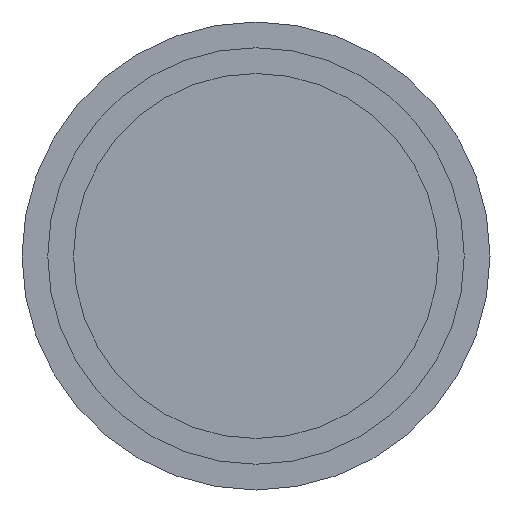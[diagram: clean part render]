
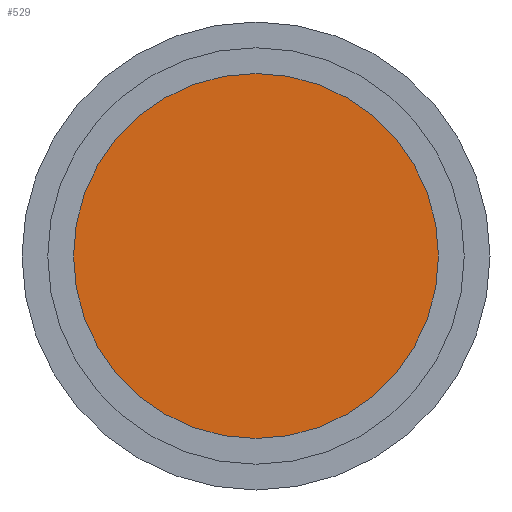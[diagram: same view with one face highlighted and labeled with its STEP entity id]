
A CAD part, front view. The second image highlights one B-rep face of the part: STEP entity #529.
In plain terms, the highlighted planar face has unit normal (0, -1, 0).
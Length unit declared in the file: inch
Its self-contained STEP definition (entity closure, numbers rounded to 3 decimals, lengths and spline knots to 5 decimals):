
#23 = AXIS2_PLACEMENT_3D ( 'NONE', #299, #300, #301 ) ;
#24 = FACE_OUTER_BOUND ( 'NONE', #699, .T. ) ;
#37 = ORIENTED_EDGE ( 'NONE', *, *, #996, .T. ) ;
#298 = PLANE ( 'NONE',  #23 ) ;
#299 = CARTESIAN_POINT ( 'NONE',  ( 0., 0., 0. ) ) ;
#300 = DIRECTION ( 'NONE',  ( 0., -1., 0. ) ) ;
#301 = DIRECTION ( 'NONE',  ( 0., 0., -1. ) ) ;
#312 = CARTESIAN_POINT ( 'NONE',  ( 0., 0., 0.78 ) ) ;
#313 = CARTESIAN_POINT ( 'NONE',  ( 0., 0., -0.78 ) ) ;
#405 = CARTESIAN_POINT ( 'NONE',  ( 0., 0., 0. ) ) ;
#406 = DIRECTION ( 'NONE',  ( 0., -1., 0. ) ) ;
#407 = DIRECTION ( 'NONE',  ( 0., 0., -1. ) ) ;
#414 = CARTESIAN_POINT ( 'NONE',  ( 0., 0., 0. ) ) ;
#415 = DIRECTION ( 'NONE',  ( 0., -1., 0. ) ) ;
#416 = DIRECTION ( 'NONE',  ( 0., 0., -1. ) ) ;
#529 = ADVANCED_FACE ( 'NONE', ( #24 ), #298, .T. ) ;
#575 = CIRCLE ( 'NONE', #869, 0.78 ) ;
#577 = CIRCLE ( 'NONE', #878, 0.78 ) ;
#665 = ORIENTED_EDGE ( 'NONE', *, *, #1020, .T. ) ;
#699 = EDGE_LOOP ( 'NONE', ( #37, #665 ) ) ;
#730 = VERTEX_POINT ( 'NONE', #312 ) ;
#731 = VERTEX_POINT ( 'NONE', #313 ) ;
#869 = AXIS2_PLACEMENT_3D ( 'NONE', #405, #406, #407 ) ;
#878 = AXIS2_PLACEMENT_3D ( 'NONE', #414, #415, #416 ) ;
#996 = EDGE_CURVE ( 'NONE', #730, #731, #575, .T. ) ;
#1020 = EDGE_CURVE ( 'NONE', #731, #730, #577, .T. ) ;
